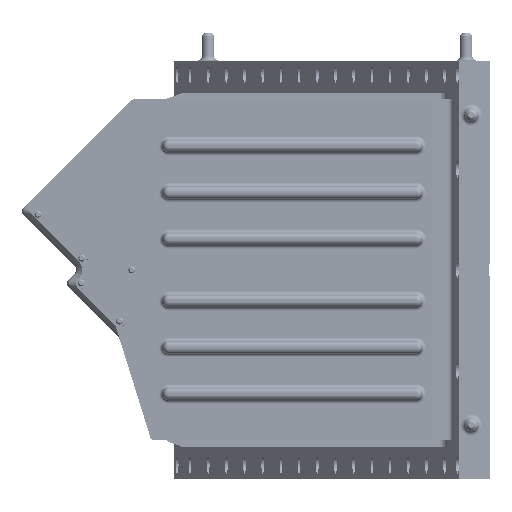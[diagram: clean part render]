
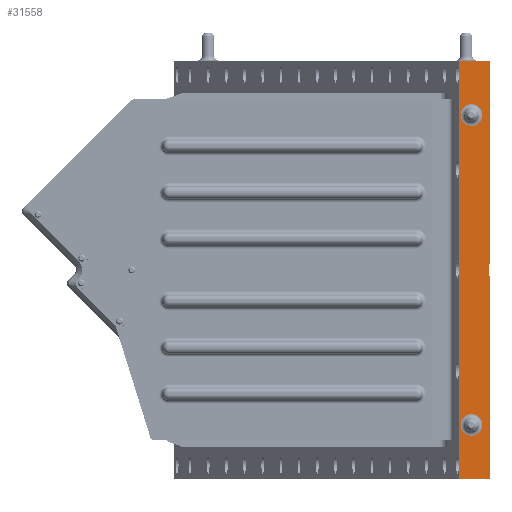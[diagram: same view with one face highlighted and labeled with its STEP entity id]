
A CAD part, front view. The second image highlights one B-rep face of the part: STEP entity #31558.
In plain terms, the highlighted planar face has unit normal (0, -1, 0).
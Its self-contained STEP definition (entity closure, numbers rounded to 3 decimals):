
#31463=AXIS2_PLACEMENT_3D('Plane Axis2P3D',#31460,#31461,#31462) ;
#31524=AXIS2_PLACEMENT_3D('Circle Axis2P3D',#31522,#31523,$) ;
#31533=AXIS2_PLACEMENT_3D('Circle Axis2P3D',#31531,#31532,$) ;
#31542=AXIS2_PLACEMENT_3D('Circle Axis2P3D',#31540,#31541,$) ;
#31551=AXIS2_PLACEMENT_3D('Circle Axis2P3D',#31549,#31550,$) ;
#8196=CARTESIAN_POINT('Line Origine',(250.477,-802.5,0.)) ;
#8200=CARTESIAN_POINT('Vertex',(250.477,-802.5,135.)) ;
#8202=CARTESIAN_POINT('Vertex',(250.477,-802.5,-135.)) ;
#31460=CARTESIAN_POINT('Axis2P3D Location',(250.477,-802.5,0.)) ;
#31465=CARTESIAN_POINT('Line Origine',(260.5,-802.5,135.)) ;
#31469=CARTESIAN_POINT('Vertex',(270.523,-802.5,135.)) ;
#31472=CARTESIAN_POINT('Line Origine',(260.5,-802.5,-135.)) ;
#31476=CARTESIAN_POINT('Vertex',(270.523,-802.5,-135.)) ;
#31479=CARTESIAN_POINT('Line Origine',(270.523,-802.5,-69.5)) ;
#31483=CARTESIAN_POINT('Vertex',(270.523,-802.5,-4.)) ;
#31486=CARTESIAN_POINT('Line Origine',(270.118,-802.5,-4.)) ;
#31490=CARTESIAN_POINT('Vertex',(269.713,-802.5,-4.)) ;
#31493=CARTESIAN_POINT('Line Origine',(269.713,-802.5,0.)) ;
#31497=CARTESIAN_POINT('Vertex',(269.713,-802.5,4.)) ;
#31500=CARTESIAN_POINT('Line Origine',(270.118,-802.5,4.)) ;
#31504=CARTESIAN_POINT('Vertex',(270.523,-802.5,4.)) ;
#31507=CARTESIAN_POINT('Line Origine',(270.523,-802.5,69.5)) ;
#31522=CARTESIAN_POINT('Axis2P3D Location',(258.523,-802.5,-100.)) ;
#31526=CARTESIAN_POINT('Vertex',(258.523,-802.5,-93.)) ;
#31528=CARTESIAN_POINT('Vertex',(258.523,-802.5,-107.)) ;
#31531=CARTESIAN_POINT('Axis2P3D Location',(258.523,-802.5,-100.)) ;
#31540=CARTESIAN_POINT('Axis2P3D Location',(258.523,-802.5,100.)) ;
#31544=CARTESIAN_POINT('Vertex',(258.523,-802.5,93.)) ;
#31546=CARTESIAN_POINT('Vertex',(258.523,-802.5,107.)) ;
#31549=CARTESIAN_POINT('Axis2P3D Location',(258.523,-802.5,100.)) ;
#8197=DIRECTION('Vector Direction',(0.,0.,1.)) ;
#31461=DIRECTION('Axis2P3D Direction',(0.,-1.,0.)) ;
#31462=DIRECTION('Axis2P3D XDirection',(1.,0.,0.)) ;
#31466=DIRECTION('Vector Direction',(1.,0.,0.)) ;
#31473=DIRECTION('Vector Direction',(1.,0.,0.)) ;
#31480=DIRECTION('Vector Direction',(0.,0.,-1.)) ;
#31487=DIRECTION('Vector Direction',(-1.,0.,0.)) ;
#31494=DIRECTION('Vector Direction',(0.,0.,1.)) ;
#31501=DIRECTION('Vector Direction',(-1.,0.,0.)) ;
#31508=DIRECTION('Vector Direction',(0.,0.,-1.)) ;
#31523=DIRECTION('Axis2P3D Direction',(0.,-1.,0.)) ;
#31532=DIRECTION('Axis2P3D Direction',(0.,-1.,0.)) ;
#31541=DIRECTION('Axis2P3D Direction',(0.,-1.,0.)) ;
#31550=DIRECTION('Axis2P3D Direction',(0.,-1.,0.)) ;
#8198=VECTOR('Line Direction',#8197,1.) ;
#31467=VECTOR('Line Direction',#31466,1.) ;
#31474=VECTOR('Line Direction',#31473,1.) ;
#31481=VECTOR('Line Direction',#31480,1.) ;
#31488=VECTOR('Line Direction',#31487,1.) ;
#31495=VECTOR('Line Direction',#31494,1.) ;
#31502=VECTOR('Line Direction',#31501,1.) ;
#31509=VECTOR('Line Direction',#31508,1.) ;
#31513=ORIENTED_EDGE('',*,*,#31471,.F.) ;
#31514=ORIENTED_EDGE('',*,*,#8204,.T.) ;
#31515=ORIENTED_EDGE('',*,*,#31478,.T.) ;
#31516=ORIENTED_EDGE('',*,*,#31485,.T.) ;
#31517=ORIENTED_EDGE('',*,*,#31492,.T.) ;
#31518=ORIENTED_EDGE('',*,*,#31499,.F.) ;
#31519=ORIENTED_EDGE('',*,*,#31506,.F.) ;
#31520=ORIENTED_EDGE('',*,*,#31511,.F.) ;
#31537=ORIENTED_EDGE('',*,*,#31530,.F.) ;
#31538=ORIENTED_EDGE('',*,*,#31535,.F.) ;
#31555=ORIENTED_EDGE('',*,*,#31548,.T.) ;
#31556=ORIENTED_EDGE('',*,*,#31553,.T.) ;
#31539=FACE_BOUND('',#31536,.T.) ;
#31557=FACE_BOUND('',#31554,.T.) ;
#31558=ADVANCED_FACE('PartBody',(#31521,#31539,#31557),#31464,.T.) ;
#31525=CIRCLE('generated circle',#31524,7.) ;
#31534=CIRCLE('generated circle',#31533,7.) ;
#31543=CIRCLE('generated circle',#31542,7.) ;
#31552=CIRCLE('generated circle',#31551,7.) ;
#8204=EDGE_CURVE('',#8201,#8203,#8199,.F.) ;
#31471=EDGE_CURVE('',#8201,#31470,#31468,.T.) ;
#31478=EDGE_CURVE('',#8203,#31477,#31475,.T.) ;
#31485=EDGE_CURVE('',#31477,#31484,#31482,.F.) ;
#31492=EDGE_CURVE('',#31484,#31491,#31489,.T.) ;
#31499=EDGE_CURVE('',#31498,#31491,#31496,.F.) ;
#31506=EDGE_CURVE('',#31505,#31498,#31503,.T.) ;
#31511=EDGE_CURVE('',#31470,#31505,#31510,.T.) ;
#31530=EDGE_CURVE('',#31527,#31529,#31525,.T.) ;
#31535=EDGE_CURVE('',#31529,#31527,#31534,.T.) ;
#31548=EDGE_CURVE('',#31545,#31547,#31543,.F.) ;
#31553=EDGE_CURVE('',#31547,#31545,#31552,.F.) ;
#31512=EDGE_LOOP('',(#31513,#31514,#31515,#31516,#31517,#31518,#31519,#31520)) ;
#31536=EDGE_LOOP('',(#31537,#31538)) ;
#31554=EDGE_LOOP('',(#31555,#31556)) ;
#31521=FACE_OUTER_BOUND('',#31512,.T.) ;
#8199=LINE('Line',#8196,#8198) ;
#31468=LINE('Line',#31465,#31467) ;
#31475=LINE('Line',#31472,#31474) ;
#31482=LINE('Line',#31479,#31481) ;
#31489=LINE('Line',#31486,#31488) ;
#31496=LINE('Line',#31493,#31495) ;
#31503=LINE('Line',#31500,#31502) ;
#31510=LINE('Line',#31507,#31509) ;
#31464=PLANE('',#31463) ;
#8201=VERTEX_POINT('',#8200) ;
#8203=VERTEX_POINT('',#8202) ;
#31470=VERTEX_POINT('',#31469) ;
#31477=VERTEX_POINT('',#31476) ;
#31484=VERTEX_POINT('',#31483) ;
#31491=VERTEX_POINT('',#31490) ;
#31498=VERTEX_POINT('',#31497) ;
#31505=VERTEX_POINT('',#31504) ;
#31527=VERTEX_POINT('',#31526) ;
#31529=VERTEX_POINT('',#31528) ;
#31545=VERTEX_POINT('',#31544) ;
#31547=VERTEX_POINT('',#31546) ;
